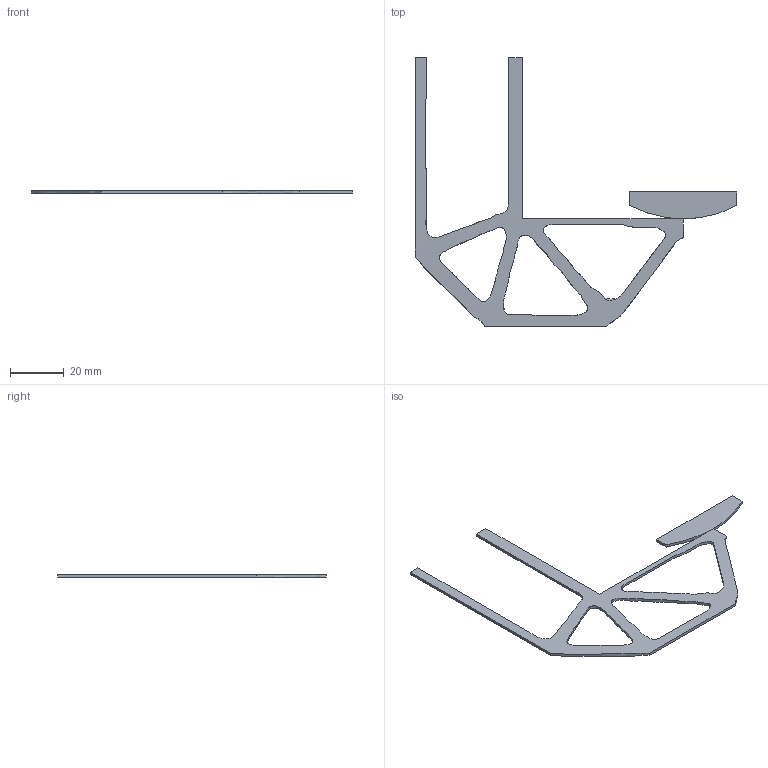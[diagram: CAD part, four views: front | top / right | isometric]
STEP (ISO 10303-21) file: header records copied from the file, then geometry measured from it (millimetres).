
FILE_DESCRIPTION(('PERMAS CAD Model'),'2;1');
FILE_NAME('PERMAS CAD Model','2020-11-03T16:18:06',('Author'),('PERMAS'),'PERMAS STEP Writer','PERMAS','Unknown');
FILE_SCHEMA(('AUTOMOTIVE_DESIGN { 1 0 10303 214 1 1 1 1 }'));
Length unit declared in the file: millimetre
Products named in the file (1): PERMAS STEP Writer
Bounding box: 120 x 100 x 1.06 mm (x, y, z)
Surface area: 5464.5 mm2 (no closed solid volume)
Topology: 0 solids, 2 shells, 21 faces, 51 edges, 34 vertices
Faces by surface type: plane 14, bspline 7
Entity records: 3905 total; most frequent: CARTESIAN_POINT 3569, ORIENTED_EDGE 102, EDGE_CURVE 51, VERTEX_POINT 34, DIRECTION 30, EDGE_LOOP 27, FACE_OUTER_BOUND 21, ADVANCED_FACE 21
